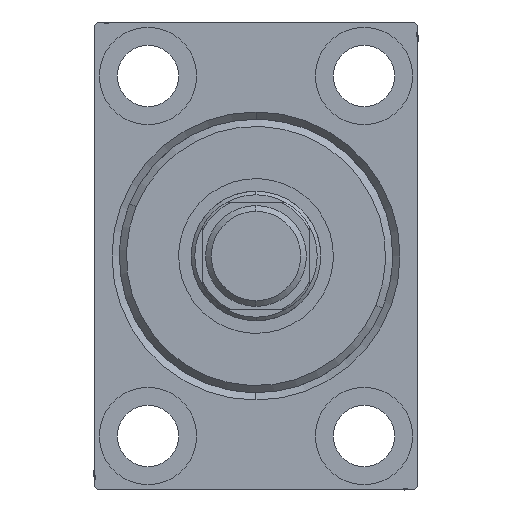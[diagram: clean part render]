
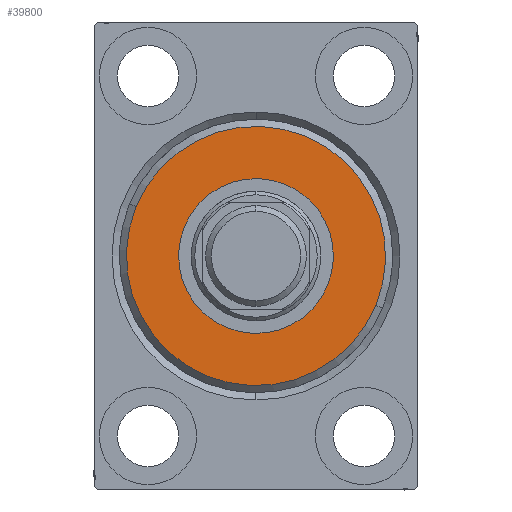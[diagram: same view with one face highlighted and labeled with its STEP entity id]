
A CAD part, left-side view. The second image highlights one B-rep face of the part: STEP entity #39800.
In plain terms, the highlighted face is planar.
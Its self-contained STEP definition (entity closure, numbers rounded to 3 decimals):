
#1436 = CARTESIAN_POINT ( 'NONE',  ( 3., 0., 0. ) ) ;
#1500 = CARTESIAN_POINT ( 'NONE',  ( 3., 0., 10.75 ) ) ;
#3706 = ORIENTED_EDGE ( 'NONE', *, *, #7997, .T. ) ;
#5055 = DIRECTION ( 'NONE',  ( 1., 0., 0. ) ) ;
#5268 = EDGE_LOOP ( 'NONE', ( #35170, #24984 ) ) ;
#6079 = FACE_BOUND ( 'NONE', #41775, .T. ) ;
#6423 = DIRECTION ( 'NONE',  ( -1., 0., 0. ) ) ;
#7997 = EDGE_CURVE ( 'NONE', #31164, #19686, #10336, .T. ) ;
#9075 = VERTEX_POINT ( 'NONE', #36935 ) ;
#9968 = DIRECTION ( 'NONE',  ( -1., 0., 0. ) ) ;
#10336 = CIRCLE ( 'NONE', #35494, 10.75 ) ;
#15495 = CIRCLE ( 'NONE', #35610, 18. ) ;
#15647 = CIRCLE ( 'NONE', #35023, 18. ) ;
#16744 = ORIENTED_EDGE ( 'NONE', *, *, #28136, .T. ) ;
#16747 = DIRECTION ( 'NONE',  ( 0., 0., -1. ) ) ;
#16936 = CARTESIAN_POINT ( 'NONE',  ( 3., 0., 0. ) ) ;
#17507 = EDGE_CURVE ( 'NONE', #9075, #43219, #15647, .T. ) ;
#18316 = DIRECTION ( 'NONE',  ( 0., 0., -1. ) ) ;
#19686 = VERTEX_POINT ( 'NONE', #1500 ) ;
#19780 = CARTESIAN_POINT ( 'NONE',  ( 3., 0., 0. ) ) ;
#23136 = DIRECTION ( 'NONE',  ( 0., 0., -1. ) ) ;
#23160 = FACE_OUTER_BOUND ( 'NONE', #5268, .T. ) ;
#23981 = CARTESIAN_POINT ( 'NONE',  ( 3., 0., -10.75 ) ) ;
#24984 = ORIENTED_EDGE ( 'NONE', *, *, #17507, .T. ) ;
#25238 = CIRCLE ( 'NONE', #38138, 10.75 ) ;
#25886 = PLANE ( 'NONE',  #36924 ) ;
#28136 = EDGE_CURVE ( 'NONE', #19686, #31164, #25238, .T. ) ;
#29463 = DIRECTION ( 'NONE',  ( 1., 0., 0. ) ) ;
#30645 = DIRECTION ( 'NONE',  ( 0., 0., -1. ) ) ;
#31164 = VERTEX_POINT ( 'NONE', #23981 ) ;
#33391 = CARTESIAN_POINT ( 'NONE',  ( 3., 0., 0. ) ) ;
#35023 = AXIS2_PLACEMENT_3D ( 'NONE', #35629, #5055, #18316 ) ;
#35170 = ORIENTED_EDGE ( 'NONE', *, *, #43028, .T. ) ;
#35494 = AXIS2_PLACEMENT_3D ( 'NONE', #33391, #6423, #16747 ) ;
#35610 = AXIS2_PLACEMENT_3D ( 'NONE', #1436, #43145, #23136 ) ;
#35629 = CARTESIAN_POINT ( 'NONE',  ( 3., 0., 0. ) ) ;
#36924 = AXIS2_PLACEMENT_3D ( 'NONE', #19780, #29463, #39587 ) ;
#36935 = CARTESIAN_POINT ( 'NONE',  ( 3., 0., -18. ) ) ;
#38138 = AXIS2_PLACEMENT_3D ( 'NONE', #16936, #9968, #30645 ) ;
#39587 = DIRECTION ( 'NONE',  ( 0., 0., -1. ) ) ;
#39800 = ADVANCED_FACE ( 'NONE', ( #23160, #6079 ), #25886, .T. ) ;
#41775 = EDGE_LOOP ( 'NONE', ( #16744, #3706 ) ) ;
#43028 = EDGE_CURVE ( 'NONE', #43219, #9075, #15495, .T. ) ;
#43145 = DIRECTION ( 'NONE',  ( 1., 0., 0. ) ) ;
#43219 = VERTEX_POINT ( 'NONE', #43803 ) ;
#43803 = CARTESIAN_POINT ( 'NONE',  ( 3., 0., 18. ) ) ;
